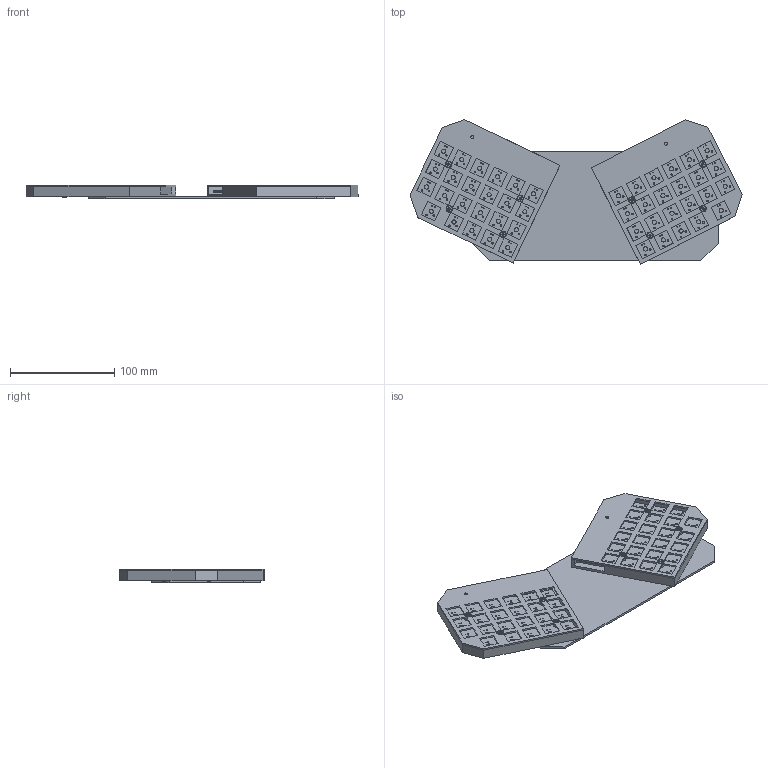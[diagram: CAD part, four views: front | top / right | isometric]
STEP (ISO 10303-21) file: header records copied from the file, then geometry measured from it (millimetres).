
FILE_DESCRIPTION (( 'STEP AP203' ), '1' );
FILE_NAME ('Assemblage.STEP', '2021-04-30T20:16:42', ( '' ), ( '' ), 'SwSTEP 2.0', 'SolidWorks 2017', '' );
FILE_SCHEMA (( 'CONFIG_CONTROL_DESIGN' ));
Length unit declared in the file: millimetre
Products named in the file (10): right pcb; support; left pcb; left plate; Assemblage; right plate; screw_ISO 7046-1 - M3 x 4 - Z - 4N; spacer; right back; left back
Assembly tree (23 placements, depth 2):
  Assemblage
    support
    left back
    right back
    left plate
    right plate
    left pcb
    right pcb
    screw_ISO 7046-1 - M3 x 4 - Z - 4N  x8
    spacer  x8
Bounding box: 318.26 x 138.79 x 13.1 mm (x, y, z)
Volume: 176785.7 mm3; surface area: 188357.3 mm2
Topology: 23 solids, 23 shells, 1334 faces, 3615 edges, 2335 vertices
Faces by surface type: cylinder 651, plane 531, cone 136, torus 16
Entity records: 36149 total; most frequent: DIRECTION 6184, CARTESIAN_POINT 5842, ORIENTED_EDGE 5742, EDGE_CURVE 2871, AXIS2_PLACEMENT_3D 2295, VERTEX_POINT 1901, EDGE_LOOP 1696, LINE 1594
